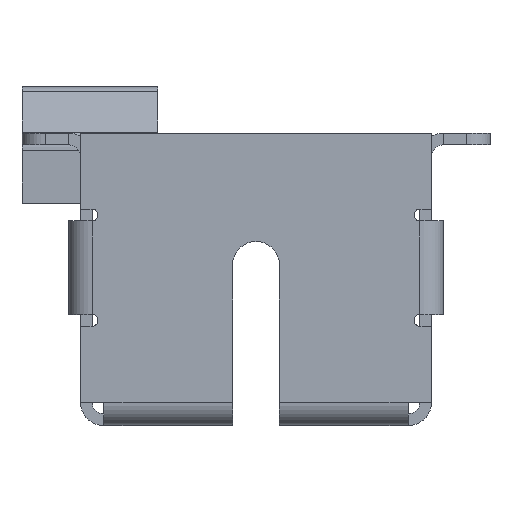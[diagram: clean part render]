
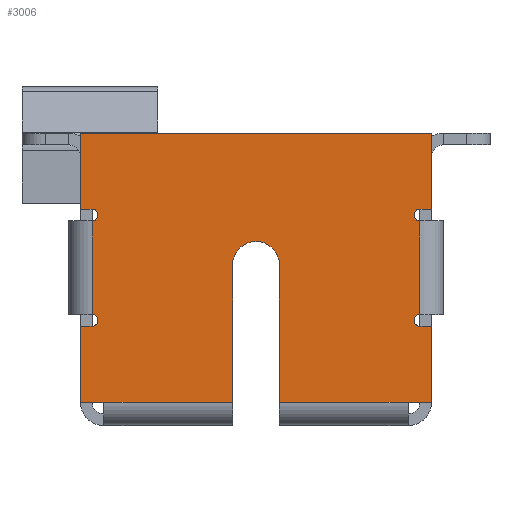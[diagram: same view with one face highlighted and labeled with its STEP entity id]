
A CAD part, front view. The second image highlights one B-rep face of the part: STEP entity #3006.
In plain terms, the highlighted planar face has unit normal (0, -1, 0).
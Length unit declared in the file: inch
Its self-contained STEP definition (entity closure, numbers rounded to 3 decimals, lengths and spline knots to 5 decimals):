
#94=FACE_OUTER_BOUND('',#287,.T.);
#287=EDGE_LOOP('',(#2048,#2049,#2050,#2051,#2052,#2053,#2054,#2055,#2056,
#2057,#2058,#2059,#2060,#2061,#2062,#2063,#2064,#2065,#2066,#2067,#2068,
#2069));
#473=CIRCLE('',#3213,0.2);
#485=CIRCLE('',#3236,0.05);
#486=CIRCLE('',#3237,0.05);
#487=CIRCLE('',#3238,0.05);
#488=CIRCLE('',#3239,0.05);
#585=LINE('',#4493,#930);
#588=LINE('',#4497,#933);
#612=LINE('',#4565,#957);
#613=LINE('',#4567,#958);
#614=LINE('',#4569,#959);
#615=LINE('',#4571,#960);
#616=LINE('',#4575,#961);
#617=LINE('',#4579,#962);
#618=LINE('',#4581,#963);
#619=LINE('',#4583,#964);
#620=LINE('',#4585,#965);
#621=LINE('',#4587,#966);
#622=LINE('',#4591,#967);
#623=LINE('',#4595,#968);
#624=LINE('',#4597,#969);
#625=LINE('',#4599,#970);
#626=LINE('',#4600,#971);
#930=VECTOR('',#3554,0.3937);
#933=VECTOR('',#3559,0.3937);
#957=VECTOR('',#3621,0.3937);
#958=VECTOR('',#3622,0.3937);
#959=VECTOR('',#3623,0.3937);
#960=VECTOR('',#3624,0.3937);
#961=VECTOR('',#3627,0.3937);
#962=VECTOR('',#3630,0.3937);
#963=VECTOR('',#3631,0.3937);
#964=VECTOR('',#3632,0.3937);
#965=VECTOR('',#3633,0.3937);
#966=VECTOR('',#3634,0.3937);
#967=VECTOR('',#3637,0.3937);
#968=VECTOR('',#3640,0.3937);
#969=VECTOR('',#3641,0.3937);
#970=VECTOR('',#3642,0.3937);
#971=VECTOR('',#3643,0.3937);
#1267=VERTEX_POINT('',#4460);
#1270=VERTEX_POINT('',#4467);
#1275=VERTEX_POINT('',#4484);
#1276=VERTEX_POINT('',#4485);
#1303=VERTEX_POINT('',#4564);
#1304=VERTEX_POINT('',#4566);
#1305=VERTEX_POINT('',#4568);
#1306=VERTEX_POINT('',#4570);
#1307=VERTEX_POINT('',#4572);
#1308=VERTEX_POINT('',#4574);
#1309=VERTEX_POINT('',#4576);
#1310=VERTEX_POINT('',#4578);
#1311=VERTEX_POINT('',#4580);
#1312=VERTEX_POINT('',#4582);
#1313=VERTEX_POINT('',#4584);
#1314=VERTEX_POINT('',#4586);
#1315=VERTEX_POINT('',#4588);
#1316=VERTEX_POINT('',#4590);
#1317=VERTEX_POINT('',#4592);
#1318=VERTEX_POINT('',#4594);
#1319=VERTEX_POINT('',#4596);
#1320=VERTEX_POINT('',#4598);
#1535=EDGE_CURVE('',#1275,#1276,#473,.T.);
#1539=EDGE_CURVE('',#1276,#1270,#585,.T.);
#1542=EDGE_CURVE('',#1267,#1275,#588,.T.);
#1576=EDGE_CURVE('',#1270,#1303,#612,.T.);
#1577=EDGE_CURVE('',#1303,#1304,#613,.T.);
#1578=EDGE_CURVE('',#1304,#1305,#614,.F.);
#1579=EDGE_CURVE('',#1305,#1306,#615,.T.);
#1580=EDGE_CURVE('',#1306,#1307,#485,.T.);
#1581=EDGE_CURVE('',#1307,#1308,#616,.T.);
#1582=EDGE_CURVE('',#1308,#1309,#486,.T.);
#1583=EDGE_CURVE('',#1309,#1310,#617,.T.);
#1584=EDGE_CURVE('',#1310,#1311,#618,.F.);
#1585=EDGE_CURVE('',#1311,#1312,#619,.T.);
#1586=EDGE_CURVE('',#1312,#1313,#620,.F.);
#1587=EDGE_CURVE('',#1313,#1314,#621,.T.);
#1588=EDGE_CURVE('',#1314,#1315,#487,.T.);
#1589=EDGE_CURVE('',#1315,#1316,#622,.T.);
#1590=EDGE_CURVE('',#1316,#1317,#488,.T.);
#1591=EDGE_CURVE('',#1317,#1318,#623,.T.);
#1592=EDGE_CURVE('',#1318,#1319,#624,.F.);
#1593=EDGE_CURVE('',#1319,#1320,#625,.T.);
#1594=EDGE_CURVE('',#1320,#1267,#626,.T.);
#2048=ORIENTED_EDGE('',*,*,#1542,.T.);
#2049=ORIENTED_EDGE('',*,*,#1535,.T.);
#2050=ORIENTED_EDGE('',*,*,#1539,.T.);
#2051=ORIENTED_EDGE('',*,*,#1576,.T.);
#2052=ORIENTED_EDGE('',*,*,#1577,.T.);
#2053=ORIENTED_EDGE('',*,*,#1578,.T.);
#2054=ORIENTED_EDGE('',*,*,#1579,.T.);
#2055=ORIENTED_EDGE('',*,*,#1580,.T.);
#2056=ORIENTED_EDGE('',*,*,#1581,.T.);
#2057=ORIENTED_EDGE('',*,*,#1582,.T.);
#2058=ORIENTED_EDGE('',*,*,#1583,.T.);
#2059=ORIENTED_EDGE('',*,*,#1584,.T.);
#2060=ORIENTED_EDGE('',*,*,#1585,.T.);
#2061=ORIENTED_EDGE('',*,*,#1586,.T.);
#2062=ORIENTED_EDGE('',*,*,#1587,.T.);
#2063=ORIENTED_EDGE('',*,*,#1588,.T.);
#2064=ORIENTED_EDGE('',*,*,#1589,.T.);
#2065=ORIENTED_EDGE('',*,*,#1590,.T.);
#2066=ORIENTED_EDGE('',*,*,#1591,.T.);
#2067=ORIENTED_EDGE('',*,*,#1592,.T.);
#2068=ORIENTED_EDGE('',*,*,#1593,.T.);
#2069=ORIENTED_EDGE('',*,*,#1594,.T.);
#2857=PLANE('',#3235);
#3006=ADVANCED_FACE('',(#94),#2857,.F.);
#3213=AXIS2_PLACEMENT_3D('',#4486,#3546,#3547);
#3235=AXIS2_PLACEMENT_3D('',#4563,#3619,#3620);
#3236=AXIS2_PLACEMENT_3D('',#4573,#3625,#3626);
#3237=AXIS2_PLACEMENT_3D('',#4577,#3628,#3629);
#3238=AXIS2_PLACEMENT_3D('',#4589,#3635,#3636);
#3239=AXIS2_PLACEMENT_3D('',#4593,#3638,#3639);
#3546=DIRECTION('center_axis',(0.,1.,0.));
#3547=DIRECTION('ref_axis',(-1.,0.,0.));
#3554=DIRECTION('',(0.,0.,-1.));
#3559=DIRECTION('',(0.,0.,1.));
#3619=DIRECTION('center_axis',(0.,1.,0.));
#3620=DIRECTION('ref_axis',(0.,0.,1.));
#3621=DIRECTION('',(1.,0.,0.));
#3622=DIRECTION('',(1.,0.,0.));
#3623=DIRECTION('',(0.,0.,-1.));
#3624=DIRECTION('',(-1.,0.,0.));
#3625=DIRECTION('center_axis',(0.,1.,0.));
#3626=DIRECTION('ref_axis',(0.,0.,
1.));
#3627=DIRECTION('',(0.,0.,1.));
#3628=DIRECTION('center_axis',(0.,1.,0.));
#3629=DIRECTION('ref_axis',(0.,0.,-1.));
#3630=DIRECTION('',(1.,0.,0.));
#3631=DIRECTION('',(0.,0.,-1.));
#3632=DIRECTION('',(-1.,0.,0.));
#3633=DIRECTION('',(0.,0.,1.));
#3634=DIRECTION('',(1.,0.,0.));
#3635=DIRECTION('center_axis',(0.,1.,0.));
#3636=DIRECTION('ref_axis',(0.,0.,-1.));
#3637=DIRECTION('',(0.,0.,-1.));
#3638=DIRECTION('center_axis',(0.,1.,0.));
#3639=DIRECTION('ref_axis',(0.,0.,1.));
#3640=DIRECTION('',(-1.,0.,0.));
#3641=DIRECTION('',(0.,0.,1.));
#3642=DIRECTION('',(1.,0.,0.));
#3643=DIRECTION('',(1.,0.,0.));
#4460=CARTESIAN_POINT('',(-0.2,-1.,0.2));
#4467=CARTESIAN_POINT('',(0.2,-1.,0.2));
#4484=CARTESIAN_POINT('',(-0.2,-1.,1.37381));
#4485=CARTESIAN_POINT('',(0.2,-1.,1.37381));
#4486=CARTESIAN_POINT('Origin',(0.,-1.,1.37381));
#4493=CARTESIAN_POINT('',(0.2,-1.,-1.92619));
#4497=CARTESIAN_POINT('',(-0.2,-1.,0.27381));
#4563=CARTESIAN_POINT('Origin',(0.,-1.,-0.82619));
#4564=CARTESIAN_POINT('',(1.3,-1.,0.2));
#4565=CARTESIAN_POINT('',(0.,-1.,0.2));
#4566=CARTESIAN_POINT('',(1.501,-1.,0.2));
#4567=CARTESIAN_POINT('',(0.,-1.,0.2));
#4568=CARTESIAN_POINT('',(1.501,-1.,0.85));
#4569=CARTESIAN_POINT('',(1.501,-1.,0.60535));
#4570=CARTESIAN_POINT('',(1.401,-1.,0.85));
#4571=CARTESIAN_POINT('',(0.7005,-1.,0.85));
#4572=CARTESIAN_POINT('',(1.401,-1.,0.95));
#4573=CARTESIAN_POINT('Origin',(1.401,-1.,0.9));
#4574=CARTESIAN_POINT('',(1.401,-1.,1.75));
#4575=CARTESIAN_POINT('',(1.401,-1.,1.49345));
#4576=CARTESIAN_POINT('',(1.401,-1.,1.85));
#4577=CARTESIAN_POINT('Origin',(1.401,-1.,1.8));
#4578=CARTESIAN_POINT('',(1.501,-1.,1.85));
#4579=CARTESIAN_POINT('',(0.7505,-1.,1.85));
#4580=CARTESIAN_POINT('',(1.501,-1.,2.5));
#4581=CARTESIAN_POINT('',(1.501,-1.,0.60535));
#4582=CARTESIAN_POINT('',(-1.501,-1.,2.5));
#4583=CARTESIAN_POINT('',(-1.5,-1.,2.5));
#4584=CARTESIAN_POINT('',(-1.501,-1.,1.85));
#4585=CARTESIAN_POINT('',(-1.501,-1.,1.86845));
#4586=CARTESIAN_POINT('',(-1.401,-1.,1.85));
#4587=CARTESIAN_POINT('',(-0.7005,-1.,1.85));
#4588=CARTESIAN_POINT('',(-1.401,-1.,1.75));
#4589=CARTESIAN_POINT('Origin',(-1.401,-1.,1.8));
#4590=CARTESIAN_POINT('',(-1.401,-1.,0.95));
#4591=CARTESIAN_POINT('',(-1.401,-1.,1.09345));
#4592=CARTESIAN_POINT('',(-1.401,-1.,0.85));
#4593=CARTESIAN_POINT('Origin',(-1.401,-1.,0.9));
#4594=CARTESIAN_POINT('',(-1.501,-1.,0.85));
#4595=CARTESIAN_POINT('',(-0.7505,-1.,0.85));
#4596=CARTESIAN_POINT('',(-1.501,-1.,0.2));
#4597=CARTESIAN_POINT('',(-1.501,-1.,1.86845));
#4598=CARTESIAN_POINT('',(-1.3,-1.,0.2));
#4599=CARTESIAN_POINT('',(0.,-1.,0.2));
#4600=CARTESIAN_POINT('',(0.,-1.,0.2));
